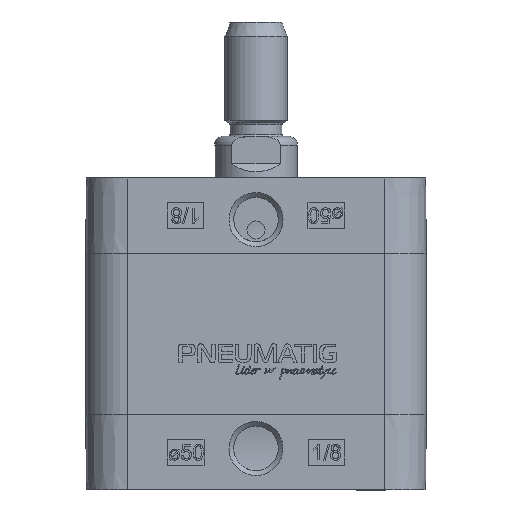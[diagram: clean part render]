
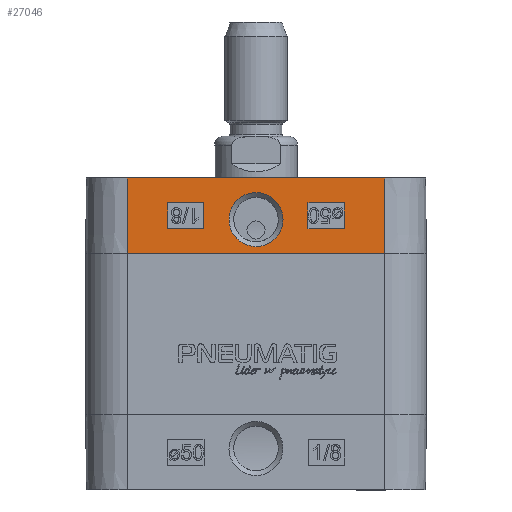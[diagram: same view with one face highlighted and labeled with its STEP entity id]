
A CAD part, left-side view. The second image highlights one B-rep face of the part: STEP entity #27046.
In plain terms, the highlighted planar face has unit normal (-1, 0, 0.009).
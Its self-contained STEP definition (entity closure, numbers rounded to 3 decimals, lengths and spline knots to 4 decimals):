
#904=FACE_BOUND($,#4274,.T.);
#905=FACE_BOUND($,#4275,.T.);
#906=FACE_BOUND($,#4276,.T.);
#1312=PLANE($,#28209);
#2627=FACE_OUTER_BOUND($,#4273,.T.);
#4273=EDGE_LOOP($,(#23278,#23279,#23280,#23281));
#4274=EDGE_LOOP($,(#23282,#23283,#23284,#23285));
#4275=EDGE_LOOP($,(#23286,#23287,#23288,#23289));
#4276=EDGE_LOOP($,(#23290));
#5999=LINE($,#49871,#7990);
#6090=LINE($,#50230,#8081);
#6261=LINE($,#51528,#8252);
#6263=LINE($,#51532,#8254);
#6265=LINE($,#51536,#8256);
#6267=LINE($,#51539,#8258);
#6269=LINE($,#51545,#8260);
#6271=LINE($,#51549,#8262);
#6273=LINE($,#51553,#8264);
#6275=LINE($,#51556,#8266);
#6277=LINE($,#51671,#8268);
#6278=LINE($,#51672,#8269);
#7990=VECTOR($,#30992,4.95);
#8081=VECTOR($,#31351,4.95);
#8252=VECTOR($,#31674,0.5);
#8254=VECTOR($,#31678,0.7);
#8256=VECTOR($,#31682,0.5);
#8258=VECTOR($,#31686,0.7);
#8260=VECTOR($,#31692,0.5);
#8262=VECTOR($,#31696,0.7);
#8264=VECTOR($,#31700,0.5);
#8266=VECTOR($,#31704,0.7);
#8268=VECTOR($,#31710,1.4501);
#8269=VECTOR($,#31711,1.4501);
#10182=B_SPLINE_CURVE_WITH_KNOTS($,3,(#51612,#51613,#51614,#51615,#51616,
#51617,#51618,#51619,#51620,#51621,#51622,#51623,#51624,#51625,#51626,#51627,
#51628,#51629,#51630,#51631,#51632,#51633,#51634,#51635,#51636,#51637,#51638,
#51639,#51640,#51641,#51642,#51643,#51644,#51645,#51646,#51647,#51648,#51649,
#51650,#51651,#51652,#51653,#51654,#51655,#51656,#51657,#51658,#51659,#51660,
#51661,#51662,#51663,#51664,#51665,#51666,#51667,#51668,#51669),
 .UNSPECIFIED.,.T.,.F.,(4,3,3,3,3,3,3,3,3,3,3,3,3,3,3,3,3,3,3,4),(0.,0.1914,
0.2286,0.4161,0.6638,0.936,
1.3093,1.6132,1.636,1.9776,2.1013,
2.1255,2.3171,2.5155,2.855,3.2247,
3.5526,3.9058,4.0561,4.2905),
 .UNSPECIFIED.);
#12130=VERTEX_POINT($,#49868);
#12131=VERTEX_POINT($,#49870);
#12264=VERTEX_POINT($,#50227);
#12265=VERTEX_POINT($,#50229);
#12503=VERTEX_POINT($,#51525);
#12504=VERTEX_POINT($,#51527);
#12505=VERTEX_POINT($,#51531);
#12506=VERTEX_POINT($,#51535);
#12507=VERTEX_POINT($,#51542);
#12508=VERTEX_POINT($,#51544);
#12509=VERTEX_POINT($,#51548);
#12510=VERTEX_POINT($,#51552);
#12511=VERTEX_POINT($,#51610);
#15730=EDGE_CURVE($,#12131,#12130,#5999,.T.);
#15888=EDGE_CURVE($,#12265,#12264,#6090,.T.);
#16205=EDGE_CURVE($,#12504,#12503,#6261,.T.);
#16207=EDGE_CURVE($,#12505,#12504,#6263,.T.);
#16209=EDGE_CURVE($,#12506,#12505,#6265,.T.);
#16211=EDGE_CURVE($,#12503,#12506,#6267,.T.);
#16213=EDGE_CURVE($,#12508,#12507,#6269,.T.);
#16215=EDGE_CURVE($,#12509,#12508,#6271,.T.);
#16217=EDGE_CURVE($,#12510,#12509,#6273,.T.);
#16219=EDGE_CURVE($,#12507,#12510,#6275,.T.);
#16221=EDGE_CURVE($,#12511,#12511,#10182,.T.);
#16222=EDGE_CURVE($,#12265,#12130,#6277,.T.);
#16223=EDGE_CURVE($,#12264,#12131,#6278,.T.);
#23278=ORIENTED_EDGE($,*,*,#15730,.T.);
#23279=ORIENTED_EDGE($,*,*,#16222,.F.);
#23280=ORIENTED_EDGE($,*,*,#15888,.T.);
#23281=ORIENTED_EDGE($,*,*,#16223,.T.);
#23282=ORIENTED_EDGE($,*,*,#16205,.T.);
#23283=ORIENTED_EDGE($,*,*,#16211,.T.);
#23284=ORIENTED_EDGE($,*,*,#16209,.T.);
#23285=ORIENTED_EDGE($,*,*,#16207,.T.);
#23286=ORIENTED_EDGE($,*,*,#16213,.T.);
#23287=ORIENTED_EDGE($,*,*,#16219,.T.);
#23288=ORIENTED_EDGE($,*,*,#16217,.T.);
#23289=ORIENTED_EDGE($,*,*,#16215,.T.);
#23290=ORIENTED_EDGE($,*,*,#16221,.F.);
#27046=ADVANCED_FACE($,(#2627,#904,#905,#906),#1312,.T.);
#28209=AXIS2_PLACEMENT_3D($,#51670,#31708,#31709);
#30992=DIRECTION($,(0.,1.,0.));
#31351=DIRECTION($,(0.,-1.,0.));
#31674=DIRECTION($,(-0.009,0.,-1.));
#31678=DIRECTION($,(0.,-1.,0.));
#31682=DIRECTION($,(0.009,0.,1.));
#31686=DIRECTION($,(0.,1.,0.));
#31692=DIRECTION($,(-0.009,0.,-1.));
#31696=DIRECTION($,(0.,-1.,0.));
#31700=DIRECTION($,(0.009,0.,1.));
#31704=DIRECTION($,(0.,1.,0.));
#31708=DIRECTION('center_axis',(-1.,0.,
0.009));
#31709=DIRECTION('ref_axis',(0.009,0.,
1.));
#31710=DIRECTION($,(0.009,0.,1.));
#31711=DIRECTION($,(0.009,0.,1.));
#49868=CARTESIAN_POINT('',(-3.2623,2.475,6.));
#49870=CARTESIAN_POINT('',(-3.2623,-2.475,6.));
#49871=CARTESIAN_POINT($,(-3.2623,-2.475,6.));
#50227=CARTESIAN_POINT('',(-3.275,-2.475,4.55));
#50229=CARTESIAN_POINT('',(-3.275,2.475,4.55));
#50230=CARTESIAN_POINT($,(-3.275,2.475,4.55));
#51525=CARTESIAN_POINT('',(-3.2709,1.,5.025));
#51527=CARTESIAN_POINT('',(-3.2665,1.,5.525));
#51528=CARTESIAN_POINT($,(-3.2665,1.,5.525));
#51531=CARTESIAN_POINT('',(-3.2665,1.7,5.525));
#51532=CARTESIAN_POINT($,(-3.2665,1.7,5.525));
#51535=CARTESIAN_POINT('',(-3.2709,1.7,5.025));
#51536=CARTESIAN_POINT($,(-3.2709,1.7,5.025));
#51539=CARTESIAN_POINT($,(-3.2709,1.,5.025));
#51542=CARTESIAN_POINT('',(-3.2709,-1.7,5.025));
#51544=CARTESIAN_POINT('',(-3.2665,-1.7,5.525));
#51545=CARTESIAN_POINT($,(-3.2665,-1.7,5.525));
#51548=CARTESIAN_POINT('',(-3.2665,-1.,5.525));
#51549=CARTESIAN_POINT($,(-3.2665,-1.,5.525));
#51552=CARTESIAN_POINT('',(-3.2709,-1.,5.025));
#51553=CARTESIAN_POINT($,(-3.2709,-1.,5.025));
#51556=CARTESIAN_POINT($,(-3.2709,-1.7,5.025));
#51610=CARTESIAN_POINT('',(-3.2739,0.,4.6813));
#51612=CARTESIAN_POINT('Ctrl Pts',(-3.2648,-0.0001,
5.719));
#51613=CARTESIAN_POINT('Ctrl Pts',(-3.2648,0.0637,
5.7191));
#51614=CARTESIAN_POINT('Ctrl Pts',(-3.2649,0.1288,
5.7079));
#51615=CARTESIAN_POINT('Ctrl Pts',(-3.2651,0.1905,
5.6841));
#51616=CARTESIAN_POINT('Ctrl Pts',(-3.2651,0.2025,
5.6795));
#51617=CARTESIAN_POINT('Ctrl Pts',(-3.2652,0.2144,
5.6744));
#51618=CARTESIAN_POINT('Ctrl Pts',(-3.2652,0.2256,
5.669));
#51619=CARTESIAN_POINT('Ctrl Pts',(-3.2655,0.282,5.6421));
#51620=CARTESIAN_POINT('Ctrl Pts',(-3.2658,0.3244,
5.6086));
#51621=CARTESIAN_POINT('Ctrl Pts',(-3.266,0.3533,
5.5816));
#51622=CARTESIAN_POINT('Ctrl Pts',(-3.2663,0.3916,
5.5458));
#51623=CARTESIAN_POINT('Ctrl Pts',(-3.2666,0.4197,5.5102));
#51624=CARTESIAN_POINT('Ctrl Pts',(-3.267,0.4451,
5.468));
#51625=CARTESIAN_POINT('Ctrl Pts',(-3.2674,0.473,
5.4216));
#51626=CARTESIAN_POINT('Ctrl Pts',(-3.2678,0.4941,5.3702));
#51627=CARTESIAN_POINT('Ctrl Pts',(-3.2683,0.5064,5.3165));
#51628=CARTESIAN_POINT('Ctrl Pts',(-3.269,0.5232,5.2428));
#51629=CARTESIAN_POINT('Ctrl Pts',(-3.2696,0.5238,
5.1631));
#51630=CARTESIAN_POINT('Ctrl Pts',(-3.2703,0.5062,
5.0854));
#51631=CARTESIAN_POINT('Ctrl Pts',(-3.2709,0.4919,5.0221));
#51632=CARTESIAN_POINT('Ctrl Pts',(-3.2714,0.4685,4.9605));
#51633=CARTESIAN_POINT('Ctrl Pts',(-3.272,0.4182,
4.8924));
#51634=CARTESIAN_POINT('Ctrl Pts',(-3.2721,0.4144,
4.8873));
#51635=CARTESIAN_POINT('Ctrl Pts',(-3.2721,0.4105,4.8822));
#51636=CARTESIAN_POINT('Ctrl Pts',(-3.2721,0.4064,4.8771));
#51637=CARTESIAN_POINT('Ctrl Pts',(-3.2728,0.345,
4.8007));
#51638=CARTESIAN_POINT('Ctrl Pts',(-3.2734,0.2495,
4.7337));
#51639=CARTESIAN_POINT('Ctrl Pts',(-3.2737,0.1433,
4.7024));
#51640=CARTESIAN_POINT('Ctrl Pts',(-3.2738,0.1049,
4.691));
#51641=CARTESIAN_POINT('Ctrl Pts',(-3.2738,0.0648,
4.6839));
#51642=CARTESIAN_POINT('Ctrl Pts',(-3.2738,0.0239,
4.6819));
#51643=CARTESIAN_POINT('Ctrl Pts',(-3.2739,0.0159,
4.6815));
#51644=CARTESIAN_POINT('Ctrl Pts',(-3.2739,0.0078,
4.6813));
#51645=CARTESIAN_POINT('Ctrl Pts',(-3.2739,0.,
4.6813));
#51646=CARTESIAN_POINT('Ctrl Pts',(-3.2739,-0.0623,
4.6813));
#51647=CARTESIAN_POINT('Ctrl Pts',(-3.2737,-0.1154,
4.6934));
#51648=CARTESIAN_POINT('Ctrl Pts',(-3.2736,-0.1538,
4.7056));
#51649=CARTESIAN_POINT('Ctrl Pts',(-3.2735,-0.1934,
4.7182));
#51650=CARTESIAN_POINT('Ctrl Pts',(-3.2734,-0.2243,
4.7321));
#51651=CARTESIAN_POINT('Ctrl Pts',(-3.2732,-0.2571,
4.7507));
#51652=CARTESIAN_POINT('Ctrl Pts',(-3.273,-0.3132,
4.7826));
#51653=CARTESIAN_POINT('Ctrl Pts',(-3.2726,-0.3646,
4.8248));
#51654=CARTESIAN_POINT('Ctrl Pts',(-3.2721,-0.4065,
4.8771));
#51655=CARTESIAN_POINT('Ctrl Pts',(-3.2716,-0.4522,
4.934));
#51656=CARTESIAN_POINT('Ctrl Pts',(-3.271,-0.4884,
5.0066));
#51657=CARTESIAN_POINT('Ctrl Pts',(-3.2703,-0.5064,
5.0853));
#51658=CARTESIAN_POINT('Ctrl Pts',(-3.2697,-0.5224,
5.155));
#51659=CARTESIAN_POINT('Ctrl Pts',(-3.2691,-0.5275,
5.2277));
#51660=CARTESIAN_POINT('Ctrl Pts',(-3.2683,-0.507,
5.3163));
#51661=CARTESIAN_POINT('Ctrl Pts',(-3.2675,-0.4849,
5.4118));
#51662=CARTESIAN_POINT('Ctrl Pts',(-3.2666,-0.4271,
5.5141));
#51663=CARTESIAN_POINT('Ctrl Pts',(-3.2659,-0.3442,
5.5884));
#51664=CARTESIAN_POINT('Ctrl Pts',(-3.2657,-0.309,
5.6201));
#51665=CARTESIAN_POINT('Ctrl Pts',(-3.2654,-0.269,
5.6474));
#51666=CARTESIAN_POINT('Ctrl Pts',(-3.2652,-0.2252,
5.6685));
#51667=CARTESIAN_POINT('Ctrl Pts',(-3.265,-0.1569,
5.7015));
#51668=CARTESIAN_POINT('Ctrl Pts',(-3.2648,-0.0782,
5.719));
#51669=CARTESIAN_POINT('Ctrl Pts',(-3.2648,-0.0001,
5.719));
#51670=CARTESIAN_POINT('Origin',(-3.275,0.,4.55));
#51671=CARTESIAN_POINT($,(-3.275,2.475,4.55));
#51672=CARTESIAN_POINT($,(-3.275,-2.475,4.55));
